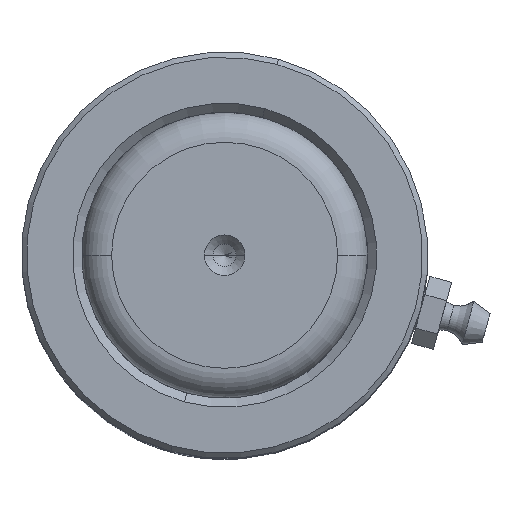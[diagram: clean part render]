
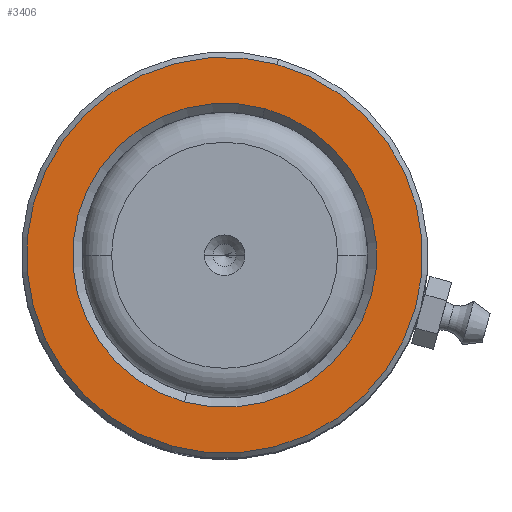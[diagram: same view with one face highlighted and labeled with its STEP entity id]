
A CAD part, top view. The second image highlights one B-rep face of the part: STEP entity #3406.
In plain terms, the highlighted planar face has unit normal (0, 0, 1).
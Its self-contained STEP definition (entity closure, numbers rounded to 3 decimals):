
#17 = CARTESIAN_POINT ( 'NONE',  ( 0., 0., 80. ) ) ;
#110 = CARTESIAN_POINT ( 'NONE',  ( 26.3, 0., 80. ) ) ;
#218 = AXIS2_PLACEMENT_3D ( 'NONE', #5935, #3993, #2526 ) ;
#839 = EDGE_LOOP ( 'NONE', ( #2709, #6794 ) ) ;
#946 = AXIS2_PLACEMENT_3D ( 'NONE', #2640, #7457, #5476 ) ;
#1155 = PLANE ( 'NONE',  #946 ) ;
#1403 = EDGE_CURVE ( 'NONE', #5486, #5926, #3780, .T. ) ;
#1443 = DIRECTION ( 'NONE',  ( 1., 0., 0. ) ) ;
#1480 = CARTESIAN_POINT ( 'NONE',  ( -20.2, 0., 80. ) ) ;
#1691 = EDGE_CURVE ( 'NONE', #5418, #1738, #3574, .T. ) ;
#1719 = FACE_OUTER_BOUND ( 'NONE', #2942, .T. ) ;
#1738 = VERTEX_POINT ( 'NONE', #6961 ) ;
#2167 = EDGE_CURVE ( 'NONE', #1738, #5418, #3772, .T. ) ;
#2174 = ORIENTED_EDGE ( 'NONE', *, *, #1691, .T. ) ;
#2526 = DIRECTION ( 'NONE',  ( 1., 0., 0. ) ) ;
#2640 = CARTESIAN_POINT ( 'NONE',  ( 0., 0., 80. ) ) ;
#2709 = ORIENTED_EDGE ( 'NONE', *, *, #7734, .T. ) ;
#2942 = EDGE_LOOP ( 'NONE', ( #3989, #2174 ) ) ;
#3004 = DIRECTION ( 'NONE',  ( 0., 0., -1. ) ) ;
#3208 = FACE_BOUND ( 'NONE', #839, .T. ) ;
#3334 = DIRECTION ( 'NONE',  ( 1., 0., 0. ) ) ;
#3406 = ADVANCED_FACE ( 'NONE', ( #1719, #3208 ), #1155, .T. ) ;
#3574 = CIRCLE ( 'NONE', #218, 26.3 ) ;
#3772 = CIRCLE ( 'NONE', #7837, 26.3 ) ;
#3780 = CIRCLE ( 'NONE', #5878, 20.2 ) ;
#3989 = ORIENTED_EDGE ( 'NONE', *, *, #2167, .T. ) ;
#3993 = DIRECTION ( 'NONE',  ( 0., 0., 1. ) ) ;
#4407 = DIRECTION ( 'NONE',  ( 1., 0., 0. ) ) ;
#5293 = AXIS2_PLACEMENT_3D ( 'NONE', #7139, #3004, #4407 ) ;
#5418 = VERTEX_POINT ( 'NONE', #110 ) ;
#5438 = CARTESIAN_POINT ( 'NONE',  ( 0., 0., 80. ) ) ;
#5454 = CIRCLE ( 'NONE', #5293, 20.2 ) ;
#5476 = DIRECTION ( 'NONE',  ( 1., 0., 0. ) ) ;
#5486 = VERTEX_POINT ( 'NONE', #1480 ) ;
#5878 = AXIS2_PLACEMENT_3D ( 'NONE', #17, #8280, #1443 ) ;
#5926 = VERTEX_POINT ( 'NONE', #8323 ) ;
#5935 = CARTESIAN_POINT ( 'NONE',  ( 0., 0., 80. ) ) ;
#6068 = DIRECTION ( 'NONE',  ( 0., 0., 1. ) ) ;
#6794 = ORIENTED_EDGE ( 'NONE', *, *, #1403, .T. ) ;
#6961 = CARTESIAN_POINT ( 'NONE',  ( -26.3, 0., 80. ) ) ;
#7139 = CARTESIAN_POINT ( 'NONE',  ( 0., 0., 80. ) ) ;
#7457 = DIRECTION ( 'NONE',  ( 0., 0., 1. ) ) ;
#7734 = EDGE_CURVE ( 'NONE', #5926, #5486, #5454, .T. ) ;
#7837 = AXIS2_PLACEMENT_3D ( 'NONE', #5438, #6068, #3334 ) ;
#8280 = DIRECTION ( 'NONE',  ( 0., 0., -1. ) ) ;
#8323 = CARTESIAN_POINT ( 'NONE',  ( 20.2, 0., 80. ) ) ;
